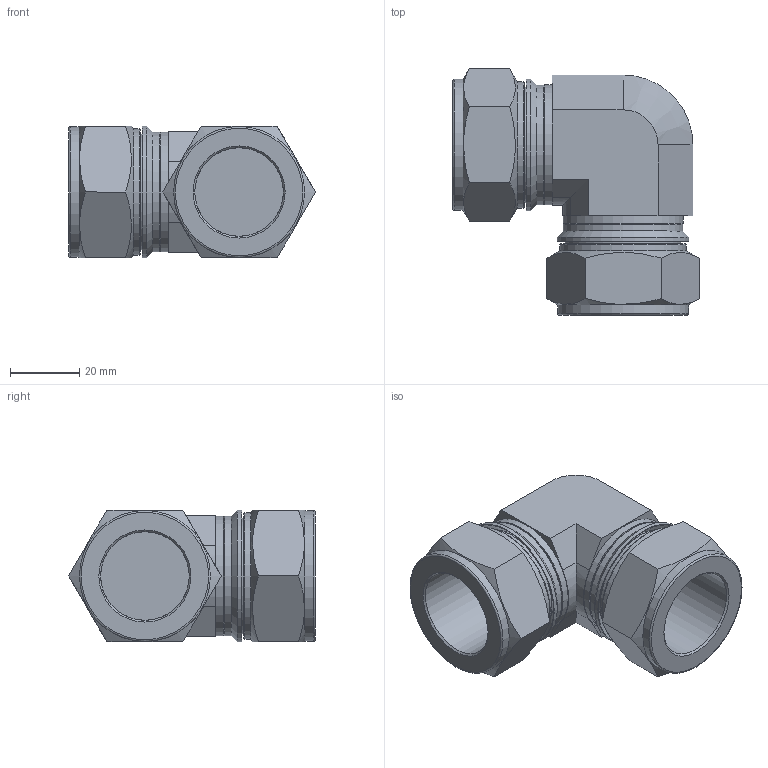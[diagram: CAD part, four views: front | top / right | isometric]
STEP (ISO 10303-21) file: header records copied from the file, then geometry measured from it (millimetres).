
FILE_DESCRIPTION(/* description */ (''),/* implementation_level */ '2;1');
FILE_NAME(/* name */ 'SUEI-16.stp',/* time_stamp */ '2022-07-11T08:23:00+09:00',/* author */ ('user'),/* organization */ (''),/* preprocessor_version */ 'ST-DEVELOPER v18.1',/* originating_system */ 'Autodesk Inventor 2022',/* authorisation */ '');
FILE_SCHEMA (('AUTOMOTIVE_DESIGN { 1 0 10303 214 3 1 1 }'));
Length unit declared in the file: millimetre
Products named in the file (1): SUE-16
Bounding box: 71.19 x 71.19 x 38.1 mm (x, y, z)
Volume: 74019.1 mm3; surface area: 22850.3 mm2
Topology: 1 solids, 1 shells, 82 faces, 170 edges, 104 vertices
Faces by surface type: plane 38, cylinder 22, cone 18, torus 4
Full cylindrical faces by diameter (mm): 25.581 x2, 25.6 x2, 31.45 x2, 31.85 x2, 33.34 x2, 34.5 x2, 34.634 x2, 36.5 x2, 37.8 x2, 38 x2
Entity records: 2173 total; most frequent: CARTESIAN_POINT 405, DIRECTION 378, ORIENTED_EDGE 340, EDGE_CURVE 170, AXIS2_PLACEMENT_3D 149, VERTEX_POINT 104, EDGE_LOOP 96, FACE_OUTER_BOUND 82
